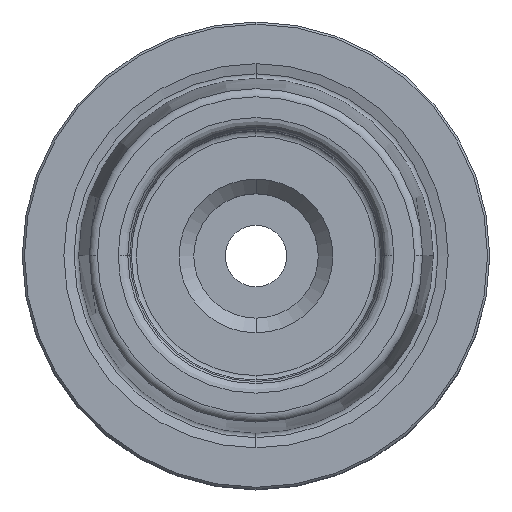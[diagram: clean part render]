
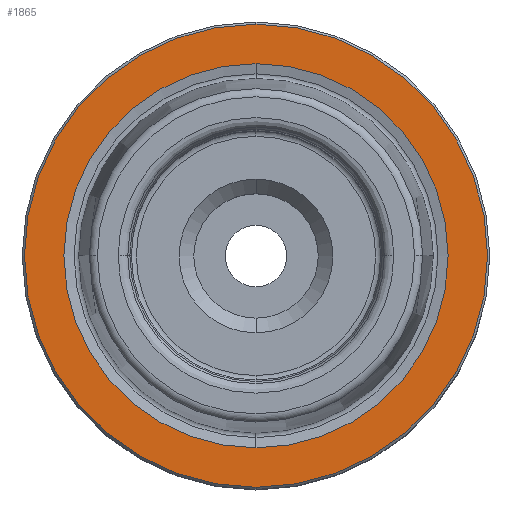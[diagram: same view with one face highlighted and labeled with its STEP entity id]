
A CAD part, top view. The second image highlights one B-rep face of the part: STEP entity #1865.
In plain terms, the highlighted planar face has unit normal (0, 0, 1).
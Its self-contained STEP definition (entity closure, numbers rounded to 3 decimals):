
#707=VERTEX_POINT('NONE',#2015);
#943=VERTEX_POINT('NONE',#2280);
#957=EDGE_CURVE('NONE',#707,#943,#2296,.T.);
#981=VERTEX_POINT('NONE',#2323);
#1179=EDGE_CURVE('NONE',#943,#707,#2545,.T.);
#1187=VERTEX_POINT('NONE',#2554);
#1359=EDGE_CURVE('NONE',#981,#1187,#2746,.T.);
#1537=EDGE_CURVE('NONE',#1187,#981,#2946,.T.);
#1865=ADVANCED_FACE('NONE',(#3311,#3312),#3313,.F.);
#2015=CARTESIAN_POINT('',(0.,-13.124,0.));
#2280=CARTESIAN_POINT('',(0.0,13.124,0.));
#2296=CIRCLE('',#3879,13.124);
#2323=CARTESIAN_POINT('',(0.,15.82,0.));
#2545=CIRCLE('',#4245,13.124);
#2554=CARTESIAN_POINT('',(0.0,-15.82,0.));
#2746=CIRCLE('',#4542,15.82);
#2946=CIRCLE('',#4823,15.82);
#3311=FACE_OUTER_BOUND('',#5349,.T.);
#3312=FACE_BOUND('',#5350,.T.);
#3313=PLANE('',#5351);
#3879=AXIS2_PLACEMENT_3D('',#5894,#5895,#5896);
#4245=AXIS2_PLACEMENT_3D('',#6237,#6238,#6239);
#4542=AXIS2_PLACEMENT_3D('',#6497,#6498,#6499);
#4823=AXIS2_PLACEMENT_3D('',#6754,#6755,#6756);
#5349=EDGE_LOOP('',(#7211,#7212));
#5350=EDGE_LOOP('',(#7213,#7214));
#5351=AXIS2_PLACEMENT_3D('',#7215,#7216,#7217);
#5894=CARTESIAN_POINT('',(0.,0.,0.));
#5895=DIRECTION('',(0.0,-0.0,1.0));
#5896=DIRECTION('',(1.0,0.0,0.0));
#6237=CARTESIAN_POINT('',(0.,0.,0.));
#6238=DIRECTION('',(0.0,-0.0,1.0));
#6239=DIRECTION('',(1.0,0.0,0.0));
#6497=CARTESIAN_POINT('',(0.,0.,0.));
#6498=DIRECTION('',(0.0,-0.0,1.0));
#6499=DIRECTION('',(1.0,0.0,0.0));
#6754=CARTESIAN_POINT('',(0.,0.,0.));
#6755=DIRECTION('',(0.0,-0.0,1.0));
#6756=DIRECTION('',(1.0,0.0,0.0));
#7211=ORIENTED_EDGE('',*,*,#1537,.T.);
#7212=ORIENTED_EDGE('',*,*,#1359,.T.);
#7213=ORIENTED_EDGE('',*,*,#1179,.F.);
#7214=ORIENTED_EDGE('',*,*,#957,.F.);
#7215=CARTESIAN_POINT('',(0.0,-12.639,0.));
#7216=DIRECTION('',(0.0,0.0,-1.0));
#7217=DIRECTION('',(0.0,-1.0,0.0));
